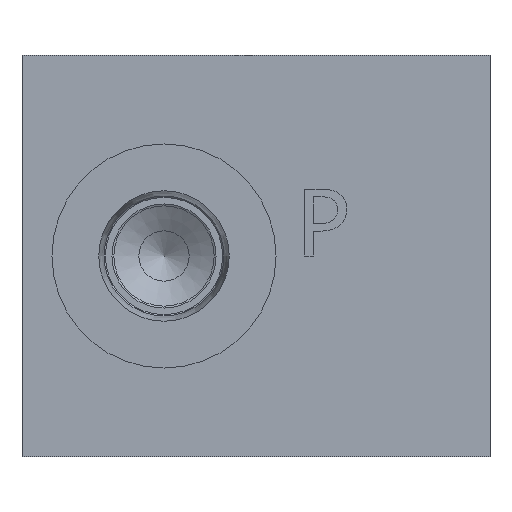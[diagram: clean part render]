
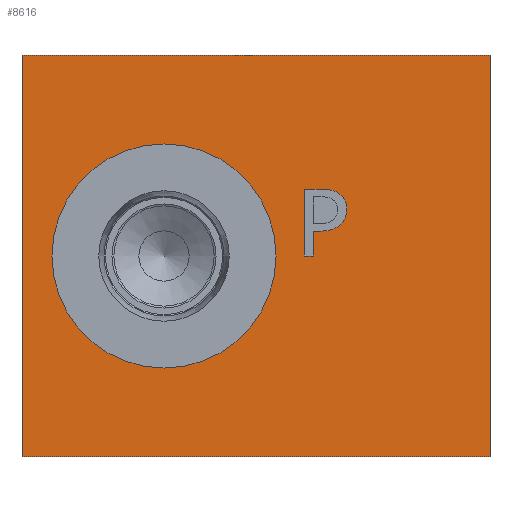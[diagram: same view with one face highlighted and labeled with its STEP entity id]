
A CAD part, front view. The second image highlights one B-rep face of the part: STEP entity #8616.
In plain terms, the highlighted planar face has unit normal (0, -1, 0).
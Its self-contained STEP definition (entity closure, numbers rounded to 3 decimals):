
#50=CIRCLE('',#8953,10.643);
#51=CIRCLE('',#8954,10.643);
#166=FACE_BOUND('',#1387,.T.);
#167=FACE_BOUND('',#1388,.T.);
#414=B_SPLINE_CURVE_WITH_KNOTS('',2,(#14296,#14297,#14298,#14299),
 .UNSPECIFIED.,.F.,.F.,(3,1,3),(0.,1.,2.),.UNSPECIFIED.);
#416=B_SPLINE_CURVE_WITH_KNOTS('',2,(#14317,#14318,#14319,#14320),
 .UNSPECIFIED.,.F.,.F.,(3,1,3),(0.,1.,2.),.UNSPECIFIED.);
#418=B_SPLINE_CURVE_WITH_KNOTS('',2,(#14366,#14367,#14368,#14369),
 .UNSPECIFIED.,.F.,.F.,(3,1,3),(0.,1.,2.),.UNSPECIFIED.);
#420=B_SPLINE_CURVE_WITH_KNOTS('',2,(#14384,#14385,#14386,#14387),
 .UNSPECIFIED.,.F.,.F.,(3,1,3),(0.,1.,2.),.UNSPECIFIED.);
#919=FACE_OUTER_BOUND('',#1386,.T.);
#1386=EDGE_LOOP('',(#7283,#7284,#7285,#7286));
#1387=EDGE_LOOP('',(#7287,#7288));
#1388=EDGE_LOOP('',(#7289,#7290,#7291,#7292,#7293,#7294,#7295,#7296,#7297));
#1888=LINE('',#13284,#2763);
#2282=LINE('',#14329,#3157);
#2285=LINE('',#14335,#3160);
#2288=LINE('',#14341,#3163);
#2291=LINE('',#14347,#3166);
#2294=LINE('',#14353,#3169);
#2298=LINE('',#14395,#3173);
#2299=LINE('',#14397,#3174);
#2300=LINE('',#14398,#3175);
#2763=VECTOR('',#9754,10.);
#3157=VECTOR('',#10436,10.);
#3160=VECTOR('',#10441,10.);
#3163=VECTOR('',#10446,10.);
#3166=VECTOR('',#10451,10.);
#3169=VECTOR('',#10456,10.);
#3173=VECTOR('',#10464,10.);
#3174=VECTOR('',#10465,10.);
#3175=VECTOR('',#10466,10.);
#3625=VERTEX_POINT('',#13277);
#3628=VERTEX_POINT('',#13282);
#3905=VERTEX_POINT('',#14294);
#3906=VERTEX_POINT('',#14295);
#3909=VERTEX_POINT('',#14316);
#3911=VERTEX_POINT('',#14328);
#3913=VERTEX_POINT('',#14334);
#3915=VERTEX_POINT('',#14340);
#3917=VERTEX_POINT('',#14346);
#3919=VERTEX_POINT('',#14352);
#3921=VERTEX_POINT('',#14365);
#3923=VERTEX_POINT('',#14394);
#3924=VERTEX_POINT('',#14396);
#3925=VERTEX_POINT('',#14399);
#3926=VERTEX_POINT('',#14400);
#4630=EDGE_CURVE('',#3625,#3628,#1888,.T.);
#5045=EDGE_CURVE('',#3905,#3906,#414,.T.);
#5049=EDGE_CURVE('',#3909,#3905,#416,.T.);
#5052=EDGE_CURVE('',#3911,#3909,#2282,.T.);
#5055=EDGE_CURVE('',#3913,#3911,#2285,.T.);
#5058=EDGE_CURVE('',#3915,#3913,#2288,.T.);
#5061=EDGE_CURVE('',#3917,#3915,#2291,.T.);
#5064=EDGE_CURVE('',#3919,#3917,#2294,.T.);
#5067=EDGE_CURVE('',#3921,#3919,#418,.T.);
#5070=EDGE_CURVE('',#3906,#3921,#420,.T.);
#5072=EDGE_CURVE('',#3923,#3625,#2298,.T.);
#5073=EDGE_CURVE('',#3924,#3628,#2299,.T.);
#5074=EDGE_CURVE('',#3923,#3924,#2300,.T.);
#5075=EDGE_CURVE('',#3925,#3926,#50,.T.);
#5076=EDGE_CURVE('',#3926,#3925,#51,.T.);
#7283=ORIENTED_EDGE('',*,*,#5072,.T.);
#7284=ORIENTED_EDGE('',*,*,#4630,.T.);
#7285=ORIENTED_EDGE('',*,*,#5073,.F.);
#7286=ORIENTED_EDGE('',*,*,#5074,.F.);
#7287=ORIENTED_EDGE('',*,*,#5075,.T.);
#7288=ORIENTED_EDGE('',*,*,#5076,.T.);
#7289=ORIENTED_EDGE('',*,*,#5045,.T.);
#7290=ORIENTED_EDGE('',*,*,#5070,.T.);
#7291=ORIENTED_EDGE('',*,*,#5067,.T.);
#7292=ORIENTED_EDGE('',*,*,#5064,.T.);
#7293=ORIENTED_EDGE('',*,*,#5061,.T.);
#7294=ORIENTED_EDGE('',*,*,#5058,.T.);
#7295=ORIENTED_EDGE('',*,*,#5055,.T.);
#7296=ORIENTED_EDGE('',*,*,#5052,.T.);
#7297=ORIENTED_EDGE('',*,*,#5049,.T.);
#7841=PLANE('',#8952);
#8616=ADVANCED_FACE('',(#919,#166,#167),#7841,.T.);
#8952=AXIS2_PLACEMENT_3D('',#14393,#10462,#10463);
#8953=AXIS2_PLACEMENT_3D('',#14401,#10467,#10468);
#8954=AXIS2_PLACEMENT_3D('',#14402,#10469,#10470);
#9754=DIRECTION('',(0.,0.,1.));
#10436=DIRECTION('',(1.,0.,0.));
#10441=DIRECTION('',(0.,0.,1.));
#10446=DIRECTION('',(-1.,0.,0.));
#10451=DIRECTION('',(0.,0.,-1.));
#10456=DIRECTION('',(-1.,0.,0.));
#10462=DIRECTION('center_axis',(0.,-1.,0.));
#10463=DIRECTION('ref_axis',(1.,0.,0.));
#10464=DIRECTION('',(1.,0.,0.));
#10465=DIRECTION('',(1.,0.,0.));
#10466=DIRECTION('',(0.,0.,1.));
#10467=DIRECTION('center_axis',(0.,1.,0.));
#10468=DIRECTION('ref_axis',(1.,0.,0.));
#10469=DIRECTION('center_axis',(0.,1.,0.));
#10470=DIRECTION('ref_axis',(1.,0.,0.));
#13277=CARTESIAN_POINT('',(44.45,0.,0.));
#13282=CARTESIAN_POINT('',(44.45,0.,38.1));
#13284=CARTESIAN_POINT('',(44.45,0.,0.));
#14294=CARTESIAN_POINT('',(30.088,0.,25.004));
#14295=CARTESIAN_POINT('',(30.844,0.,23.486));
#14296=CARTESIAN_POINT('Ctrl Pts',(30.088,0.,25.004));
#14297=CARTESIAN_POINT('Ctrl Pts',(30.443,0.,24.762));
#14298=CARTESIAN_POINT('Ctrl Pts',(30.844,0.,24.016));
#14299=CARTESIAN_POINT('Ctrl Pts',(30.844,0.,23.486));
#14316=CARTESIAN_POINT('',(28.426,0.,25.4));
#14317=CARTESIAN_POINT('Ctrl Pts',(28.426,0.,25.4));
#14318=CARTESIAN_POINT('Ctrl Pts',(28.992,0.,25.4));
#14319=CARTESIAN_POINT('Ctrl Pts',(29.784,0.,25.215));
#14320=CARTESIAN_POINT('Ctrl Pts',(30.088,0.,25.004));
#14328=CARTESIAN_POINT('',(26.831,0.,25.4));
#14329=CARTESIAN_POINT('',(13.415,0.,25.4));
#14334=CARTESIAN_POINT('',(26.831,0.,19.05));
#14335=CARTESIAN_POINT('',(26.831,0.,9.525));
#14340=CARTESIAN_POINT('',(27.675,0.,19.05));
#14341=CARTESIAN_POINT('',(13.837,0.,19.05));
#14346=CARTESIAN_POINT('',(27.675,0.,21.417));
#14347=CARTESIAN_POINT('',(27.675,0.,10.709));
#14352=CARTESIAN_POINT('',(28.39,0.,21.417));
#14353=CARTESIAN_POINT('',(14.195,0.,21.417));
#14365=CARTESIAN_POINT('',(30.289,0.,22.076));
#14366=CARTESIAN_POINT('Ctrl Pts',(30.289,0.,22.076));
#14367=CARTESIAN_POINT('Ctrl Pts',(29.959,0.,21.752));
#14368=CARTESIAN_POINT('Ctrl Pts',(29.069,0.,21.417));
#14369=CARTESIAN_POINT('Ctrl Pts',(28.39,0.,21.417));
#14384=CARTESIAN_POINT('Ctrl Pts',(30.844,0.,23.486));
#14385=CARTESIAN_POINT('Ctrl Pts',(30.844,0.,23.074));
#14386=CARTESIAN_POINT('Ctrl Pts',(30.551,0.,22.333));
#14387=CARTESIAN_POINT('Ctrl Pts',(30.289,0.,22.076));
#14393=CARTESIAN_POINT('Origin',(0.,0.,0.));
#14394=CARTESIAN_POINT('',(0.,0.,0.));
#14395=CARTESIAN_POINT('',(0.,0.,0.));
#14396=CARTESIAN_POINT('',(0.,0.,38.1));
#14397=CARTESIAN_POINT('',(0.,0.,38.1));
#14398=CARTESIAN_POINT('',(0.,0.,0.));
#14399=CARTESIAN_POINT('',(24.13,0.,19.05));
#14400=CARTESIAN_POINT('',(2.845,0.,19.05));
#14401=CARTESIAN_POINT('Origin',(13.487,0.,19.05));
#14402=CARTESIAN_POINT('Origin',(13.487,0.,19.05));
